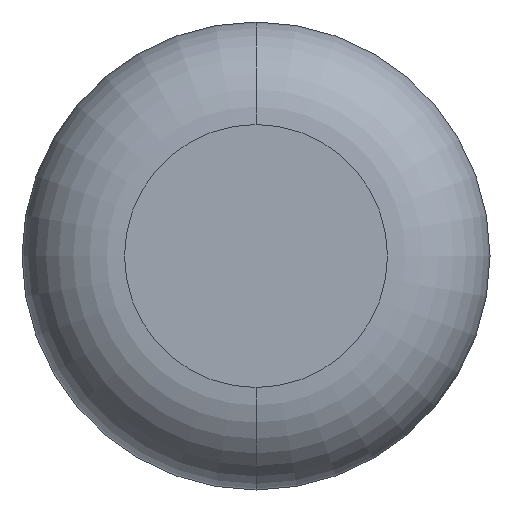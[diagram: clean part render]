
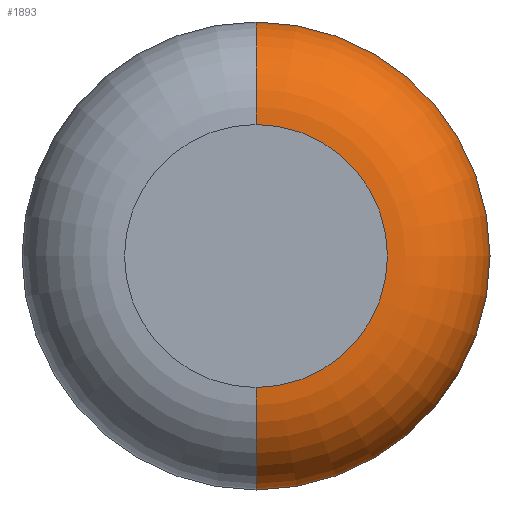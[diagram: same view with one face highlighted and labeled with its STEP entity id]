
A CAD part, front view. The second image highlights one B-rep face of the part: STEP entity #1893.
In plain terms, the highlighted toroidal (fillet/blend) face has major radius 0.385 mm and minor radius 0.3 mm.
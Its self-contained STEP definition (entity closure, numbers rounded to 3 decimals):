
#67 = ORIENTED_EDGE ( 'NONE', *, *, #874, .F. ) ;
#80 = DIRECTION ( 'NONE',  ( 0., 1., 0. ) ) ;
#304 = CIRCLE ( 'NONE', #1528, 0.685 ) ;
#442 = ORIENTED_EDGE ( 'NONE', *, *, #542, .F. ) ;
#517 = EDGE_CURVE ( 'NONE', #1232, #1694, #2704, .T. ) ;
#542 = EDGE_CURVE ( 'Defeature ausgef�hrt1_2+Defeature ausgef�hrt1_3+Defeature ausgef�hrt1_3+Defeature ausgef�hrt1_3', #1232, #647, #2389, .T. ) ;
#580 = AXIS2_PLACEMENT_3D ( 'NONE', #2886, #80, #1484 ) ;
#607 = DIRECTION ( 'NONE',  ( 0., 0., -1. ) ) ;
#647 = VERTEX_POINT ( 'NONE', #2041 ) ;
#703 = CARTESIAN_POINT ( 'NONE',  ( 0., -18.2, -0.685 ) ) ;
#753 = CIRCLE ( 'NONE', #2802, 0.3 ) ;
#778 = TOROIDAL_SURFACE ( 'NONE', #580, 0.385, 0.3 ) ;
#837 = AXIS2_PLACEMENT_3D ( 'NONE', #2512, #847, #1351 ) ;
#847 = DIRECTION ( 'NONE',  ( 0., -1., 0. ) ) ;
#874 = EDGE_CURVE ( 'NONE', #647, #2682, #753, .T. ) ;
#1211 = EDGE_LOOP ( 'NONE', ( #442, #1374, #2893, #67 ) ) ;
#1232 = VERTEX_POINT ( 'NONE', #1717 ) ;
#1316 = DIRECTION ( 'NONE',  ( 1., 0., 0. ) ) ;
#1351 = DIRECTION ( 'NONE',  ( 0., 0., 1. ) ) ;
#1374 = ORIENTED_EDGE ( 'NONE', *, *, #517, .T. ) ;
#1422 = CARTESIAN_POINT ( 'NONE',  ( 0., -18.2, 0.685 ) ) ;
#1484 = DIRECTION ( 'NONE',  ( 0., 0., 1. ) ) ;
#1528 = AXIS2_PLACEMENT_3D ( 'NONE', #2348, #1849, #3033 ) ;
#1544 = CARTESIAN_POINT ( 'NONE',  ( 0., -18.2, -0.385 ) ) ;
#1555 = FACE_OUTER_BOUND ( 'NONE', #1211, .T. ) ;
#1670 = EDGE_CURVE ( 'Defeature ausgef�hrt1_1+Defeature ausgef�hrt1_3+Defeature ausgef�hrt1_3+Defeature ausgef�hrt1_3', #2682, #1694, #304, .T. ) ;
#1694 = VERTEX_POINT ( 'NONE', #703 ) ;
#1717 = CARTESIAN_POINT ( 'NONE',  ( 0., -18.5, -0.385 ) ) ;
#1849 = DIRECTION ( 'NONE',  ( 0., 1., 0. ) ) ;
#1893 = ADVANCED_FACE ( 'Defeature ausgef�hrt1_3', ( #1555 ), #778, .T. ) ;
#2041 = CARTESIAN_POINT ( 'NONE',  ( 0., -18.5, 0.385 ) ) ;
#2133 = CARTESIAN_POINT ( 'NONE',  ( 0., -18.2, 0.385 ) ) ;
#2348 = CARTESIAN_POINT ( 'NONE',  ( 0., -18.2, 0. ) ) ;
#2389 = CIRCLE ( 'NONE', #837, 0.385 ) ;
#2400 = DIRECTION ( 'NONE',  ( -1., 0., 0. ) ) ;
#2512 = CARTESIAN_POINT ( 'NONE',  ( 0., -18.5, 0. ) ) ;
#2600 = DIRECTION ( 'NONE',  ( 0., 0., 1. ) ) ;
#2682 = VERTEX_POINT ( 'NONE', #1422 ) ;
#2685 = AXIS2_PLACEMENT_3D ( 'NONE', #1544, #1316, #607 ) ;
#2704 = CIRCLE ( 'NONE', #2685, 0.3 ) ;
#2802 = AXIS2_PLACEMENT_3D ( 'NONE', #2133, #2400, #2600 ) ;
#2886 = CARTESIAN_POINT ( 'NONE',  ( 0., -18.2, 0. ) ) ;
#2893 = ORIENTED_EDGE ( 'NONE', *, *, #1670, .F. ) ;
#3033 = DIRECTION ( 'NONE',  ( 0., 0., 1. ) ) ;
